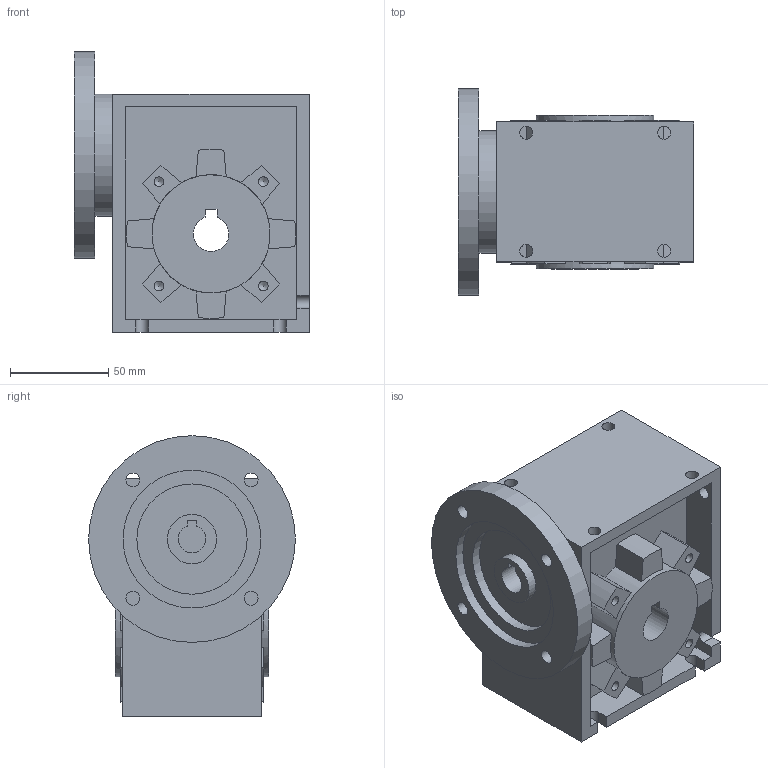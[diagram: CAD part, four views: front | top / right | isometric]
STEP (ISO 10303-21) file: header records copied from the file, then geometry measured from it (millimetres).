
FILE_DESCRIPTION(/* description */ ('www.technicomponents.com'),/* implementation_level */ '2;1');
FILE_NAME(/* name */ 'NNDK40 71B14.stp',/* time_stamp */ '2018-01-15T21:57:33+01:00',/* author */ ('JvDrunen'),/* organization */ ('www.technicomponents.com'),/* preprocessor_version */ 'ST-DEVELOPER v16.5',/* originating_system */ 'Autodesk Inventor 2017',/* authorisation */ '');
FILE_SCHEMA (('AUTOMOTIVE_DESIGN { 1 0 10303 214 3 1 1 }'));
Length unit declared in the file: millimetre
Products named in the file (1): Q100038
Bounding box: 119.6 x 105 x 142.5 mm (x, y, z)
Volume: 756159.4 mm3; surface area: 112799 mm2
Topology: 1 solids, 1 shells, 664 faces, 1811 edges, 1204 vertices
Faces by surface type: plane 407, bspline 200, cylinder 49, cone 8
Full cylindrical faces by diameter (mm): 4.917 x8, 6.5 x6, 7 x4, 25 x1, 56 x1, 60 x2, 62 x1, 70 x1, 105 x1
Entity records: 21662 total; most frequent: CARTESIAN_POINT 6227, ORIENTED_EDGE 3536, DIRECTION 2426, EDGE_CURVE 1768, LINE 1240, VECTOR 1240, VERTEX_POINT 1194, EDGE_LOOP 774
